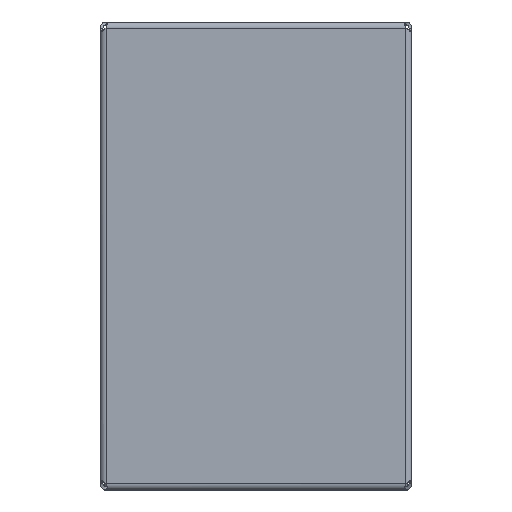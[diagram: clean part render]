
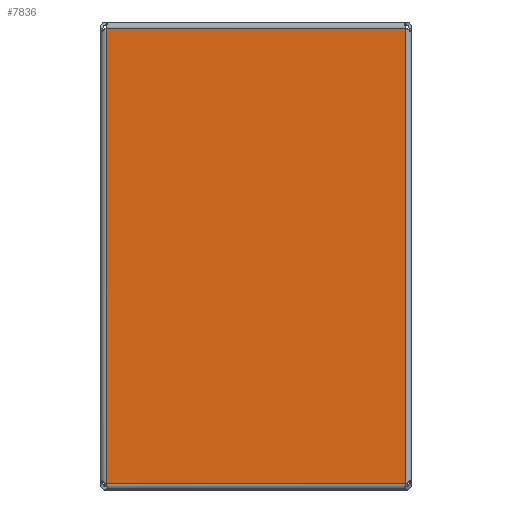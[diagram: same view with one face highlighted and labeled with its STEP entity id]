
A CAD part, front view. The second image highlights one B-rep face of the part: STEP entity #7836.
In plain terms, the highlighted planar face has unit normal (0, -1, 0).
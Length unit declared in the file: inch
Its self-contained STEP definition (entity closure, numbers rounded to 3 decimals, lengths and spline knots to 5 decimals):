
#15 = EDGE_LOOP ( 'NONE', ( #8003, #5343, #2586, #5530 ) ) ;
#209 = DIRECTION ( 'NONE',  ( 0., 0., -1. ) ) ;
#560 = CARTESIAN_POINT ( 'NONE',  ( 3.845, 0., -0.99362 ) ) ;
#1064 = VECTOR ( 'NONE', #2505, 39.37008 ) ;
#1516 = VERTEX_POINT ( 'NONE', #560 ) ;
#1741 = LINE ( 'NONE', #6736, #8934 ) ;
#2056 = LINE ( 'NONE', #4951, #7541 ) ;
#2268 = EDGE_CURVE ( 'NONE', #5041, #5679, #9388, .T. ) ;
#2341 = VECTOR ( 'NONE', #8778, 39.37008 ) ;
#2505 = DIRECTION ( 'NONE',  ( -1., 0., 0. ) ) ;
#2548 = CARTESIAN_POINT ( 'NONE',  ( -12.97072, 0., -0.99362 ) ) ;
#2586 = ORIENTED_EDGE ( 'NONE', *, *, #8197, .T. ) ;
#2967 = CARTESIAN_POINT ( 'NONE',  ( -12.97072, 0., -12.68362 ) ) ;
#3197 = EDGE_CURVE ( 'NONE', #1516, #5245, #9029, .T. ) ;
#4162 = CARTESIAN_POINT ( 'NONE',  ( -3.845, 0., -0.99362 ) ) ;
#4457 = CARTESIAN_POINT ( 'NONE',  ( -3.845, 0., -12.68362 ) ) ;
#4951 = CARTESIAN_POINT ( 'NONE',  ( 3.845, 0., 0. ) ) ;
#5041 = VERTEX_POINT ( 'NONE', #4457 ) ;
#5245 = VERTEX_POINT ( 'NONE', #4162 ) ;
#5343 = ORIENTED_EDGE ( 'NONE', *, *, #2268, .T. ) ;
#5530 = ORIENTED_EDGE ( 'NONE', *, *, #3197, .T. ) ;
#5671 = DIRECTION ( 'NONE',  ( 0., 0., 1. ) ) ;
#5679 = VERTEX_POINT ( 'NONE', #8479 ) ;
#5916 = PLANE ( 'NONE',  #8328 ) ;
#6683 = CARTESIAN_POINT ( 'NONE',  ( -12.97072, 0., 0. ) ) ;
#6736 = CARTESIAN_POINT ( 'NONE',  ( -3.845, 0., 0. ) ) ;
#7541 = VECTOR ( 'NONE', #5671, 39.37008 ) ;
#7836 = ADVANCED_FACE ( 'NONE', ( #8982 ), #5916, .T. ) ;
#7958 = EDGE_CURVE ( 'NONE', #5245, #5041, #1741, .T. ) ;
#8003 = ORIENTED_EDGE ( 'NONE', *, *, #7958, .T. ) ;
#8067 = DIRECTION ( 'NONE',  ( 0., -1., 0. ) ) ;
#8197 = EDGE_CURVE ( 'NONE', #5679, #1516, #2056, .T. ) ;
#8328 = AXIS2_PLACEMENT_3D ( 'NONE', #6683, #8067, #8787 ) ;
#8479 = CARTESIAN_POINT ( 'NONE',  ( 3.845, 0., -12.68362 ) ) ;
#8778 = DIRECTION ( 'NONE',  ( 1., 0., 0. ) ) ;
#8787 = DIRECTION ( 'NONE',  ( 0., 0., -1. ) ) ;
#8934 = VECTOR ( 'NONE', #209, 39.37008 ) ;
#8982 = FACE_OUTER_BOUND ( 'NONE', #15, .T. ) ;
#9029 = LINE ( 'NONE', #2548, #1064 ) ;
#9388 = LINE ( 'NONE', #2967, #2341 ) ;
